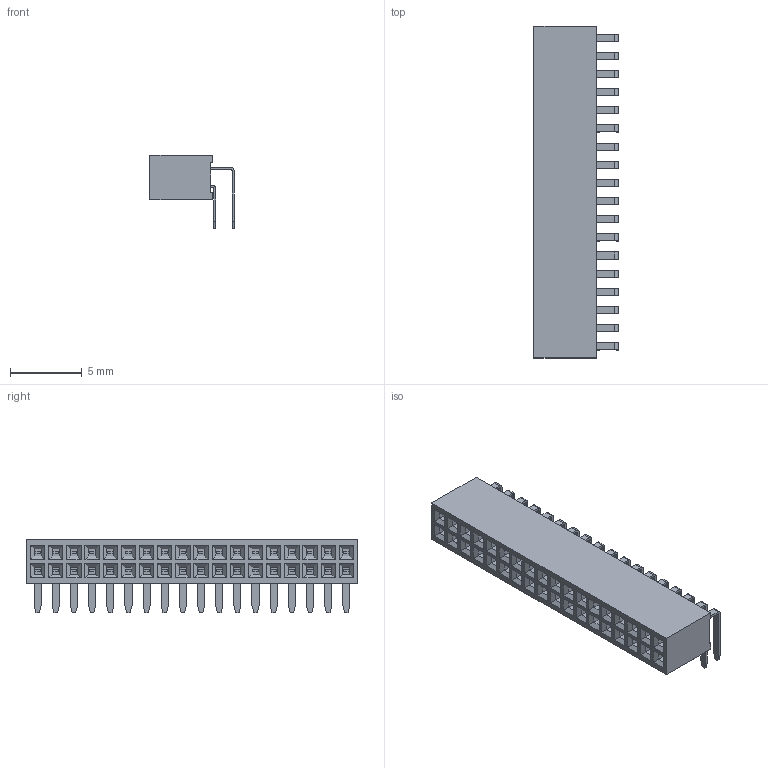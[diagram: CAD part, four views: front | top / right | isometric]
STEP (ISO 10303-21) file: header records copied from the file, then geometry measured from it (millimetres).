
FILE_DESCRIPTION(/* description */ ('model of PinSocket_2x18_P1.27mm_Horizontal'),/* implementation_level */ '2;1');
FILE_NAME(/* name */ 'PinSocket_2x18_P1.27mm_Horizontal.step',/* time_stamp */ '2017-11-27T07:28:34',/* author */ ('Terje Io','https://github.com/terjeio'),/* organization */ ('FreeCAD'),/* preprocessor_version */ 'OCC',/* originating_system */ 'kicad StepUp',/* authorisation */ '');
FILE_SCHEMA(('AUTOMOTIVE_DESIGN_CC2 { 1 2 10303 214 -1 1 5 4 }'));
Length unit declared in the file: millimetre
Products named in the file (1): PinSocket_2x18_P127mm_Horizontal
Bounding box: 5.89 x 23.21 x 5.12 mm (x, y, z)
Volume: 287 mm3; surface area: 860.8 mm2
Topology: 1 solids, 1 shells, 1270 faces, 3336 edges, 2176 vertices
Faces by surface type: plane 1198, cylinder 72
Entity records: 24855 total; most frequent: ORIENTED_EDGE 5364, EDGE_CURVE 3336, LINE 3046, CARTESIAN_POINT 3044, VERTEX_POINT 2176, FACE_BOUND 1378, EDGE_LOOP 1378, ADVANCED_FACE 1270
